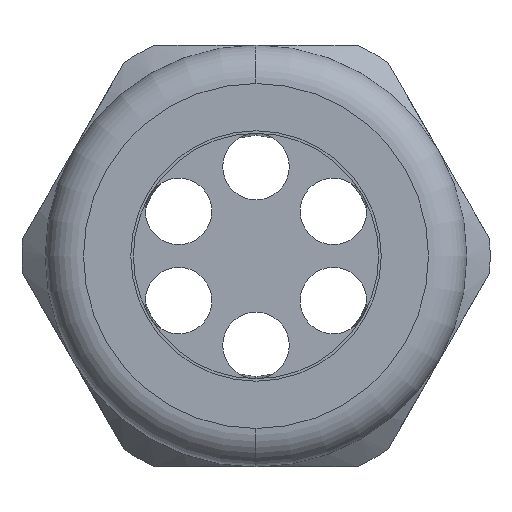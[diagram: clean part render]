
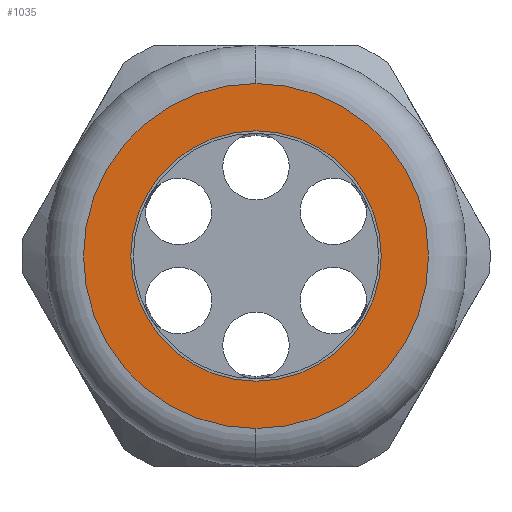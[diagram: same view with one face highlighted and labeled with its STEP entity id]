
A CAD part, left-side view. The second image highlights one B-rep face of the part: STEP entity #1035.
In plain terms, the highlighted planar face has unit normal (-1, 0, 0).
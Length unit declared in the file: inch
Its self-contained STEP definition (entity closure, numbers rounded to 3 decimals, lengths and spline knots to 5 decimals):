
#977 = EDGE_CURVE ( 'NONE', #7376, #7371, #4017, .T. ) ;
#1035 = ADVANCED_FACE ( 'NONE', ( #4094, #4093 ), #4156, .T. ) ;
#1036 = EDGE_LOOP ( 'NONE', ( #1037, #1038 ) ) ;
#1037 = ORIENTED_EDGE ( 'NONE', *, *, #7333, .T. ) ;
#1038 = ORIENTED_EDGE ( 'NONE', *, *, #1039, .T. ) ;
#1039 = EDGE_CURVE ( 'NONE', #7331, #7332, #4151, .T. ) ;
#1040 = EDGE_LOOP ( 'NONE', ( #1041, #1042 ) ) ;
#1041 = ORIENTED_EDGE ( 'NONE', *, *, #977, .T. ) ;
#1042 = ORIENTED_EDGE ( 'NONE', *, *, #7385, .T. ) ;
#4009 = DIRECTION ( 'NONE',  ( 0., 0., -1. ) ) ;
#4010 = DIRECTION ( 'NONE',  ( 1., 0., 0. ) ) ;
#4011 = CARTESIAN_POINT ( 'NONE',  ( -1.84, 0., 0. ) ) ;
#4012 = AXIS2_PLACEMENT_3D ( 'NONE', #4011, #4010, #4009 ) ;
#4017 = CIRCLE ( 'NONE', #4012, 0.49 ) ;
#4093 = FACE_BOUND ( 'NONE', #1040, .T. ) ;
#4094 = FACE_OUTER_BOUND ( 'NONE', #1036, .T. ) ;
#4147 = DIRECTION ( 'NONE',  ( 0., 0., 1. ) ) ;
#4148 = DIRECTION ( 'NONE',  ( -1., 0., 0. ) ) ;
#4149 = CARTESIAN_POINT ( 'NONE',  ( -1.84, 0., 0. ) ) ;
#4150 = AXIS2_PLACEMENT_3D ( 'NONE', #4149, #4148, #4147 ) ;
#4151 = CIRCLE ( 'NONE', #4150, 0.675 ) ;
#4152 = DIRECTION ( 'NONE',  ( 0., 0., 1. ) ) ;
#4153 = DIRECTION ( 'NONE',  ( -1., 0., 0. ) ) ;
#4154 = CARTESIAN_POINT ( 'NONE',  ( -1.84, 0.825, 0. ) ) ;
#4155 = AXIS2_PLACEMENT_3D ( 'NONE', #4154, #4153, #4152 ) ;
#4156 = PLANE ( 'NONE',  #4155 ) ;
#6413 = DIRECTION ( 'NONE',  ( 0., 0., 1. ) ) ;
#6414 = DIRECTION ( 'NONE',  ( -1., 0., 0. ) ) ;
#6415 = CARTESIAN_POINT ( 'NONE',  ( -1.84, 0., 0. ) ) ;
#6416 = AXIS2_PLACEMENT_3D ( 'NONE', #6415, #6414, #6413 ) ;
#6417 = CIRCLE ( 'NONE', #6416, 0.675 ) ;
#6418 = CARTESIAN_POINT ( 'NONE',  ( -1.84, 0., 0.675 ) ) ;
#6419 = CARTESIAN_POINT ( 'NONE',  ( -1.84, 0., -0.675 ) ) ;
#6461 = CARTESIAN_POINT ( 'NONE',  ( -1.84, 0., -0.49 ) ) ;
#6473 = CARTESIAN_POINT ( 'NONE',  ( -1.84, 0., 0.49 ) ) ;
#6498 = DIRECTION ( 'NONE',  ( 0., 0., -1. ) ) ;
#6499 = DIRECTION ( 'NONE',  ( 1., 0., 0. ) ) ;
#6500 = CARTESIAN_POINT ( 'NONE',  ( -1.84, 0., 0. ) ) ;
#6501 = AXIS2_PLACEMENT_3D ( 'NONE', #6500, #6499, #6498 ) ;
#6502 = CIRCLE ( 'NONE', #6501, 0.49 ) ;
#7331 = VERTEX_POINT ( 'NONE', #6419 ) ;
#7332 = VERTEX_POINT ( 'NONE', #6418 ) ;
#7333 = EDGE_CURVE ( 'NONE', #7332, #7331, #6417, .T. ) ;
#7371 = VERTEX_POINT ( 'NONE', #6473 ) ;
#7376 = VERTEX_POINT ( 'NONE', #6461 ) ;
#7385 = EDGE_CURVE ( 'NONE', #7371, #7376, #6502, .T. ) ;
